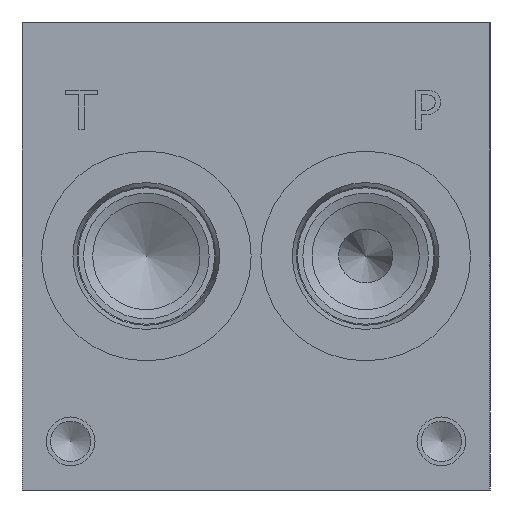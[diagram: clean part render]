
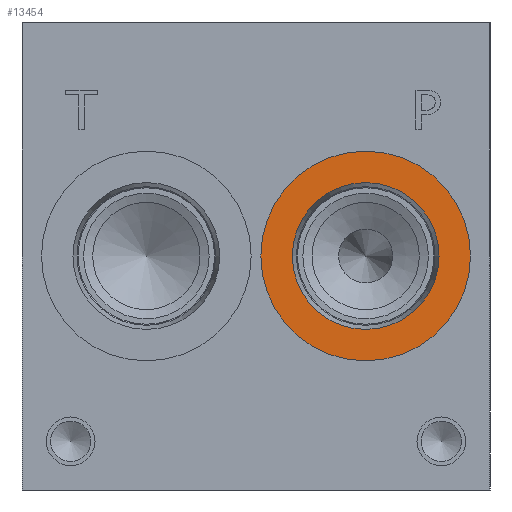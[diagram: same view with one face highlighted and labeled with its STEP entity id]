
A CAD part, left-side view. The second image highlights one B-rep face of the part: STEP entity #13454.
In plain terms, the highlighted planar face has unit normal (-1, 0, 0).
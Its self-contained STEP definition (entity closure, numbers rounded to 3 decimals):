
#468=CIRCLE('',#14282,17.069);
#469=CIRCLE('',#14283,17.069);
#470=CIRCLE('',#14284,11.951);
#578=FACE_BOUND('',#2626,.T.);
#1838=FACE_OUTER_BOUND('',#2625,.T.);
#2625=EDGE_LOOP('',(#11786,#11787));
#2626=EDGE_LOOP('',(#11788));
#6283=VERTEX_POINT('',#23385);
#6284=VERTEX_POINT('',#23386);
#6285=VERTEX_POINT('',#23389);
#8146=EDGE_CURVE('',#6283,#6284,#468,.T.);
#8147=EDGE_CURVE('',#6284,#6283,#469,.T.);
#8148=EDGE_CURVE('',#6285,#6285,#470,.T.);
#11786=ORIENTED_EDGE('',*,*,#8146,.T.);
#11787=ORIENTED_EDGE('',*,*,#8147,.T.);
#11788=ORIENTED_EDGE('',*,*,#8148,.F.);
#12274=PLANE('',#14281);
#13454=ADVANCED_FACE('',(#1838,#578),#12274,.T.);
#14281=AXIS2_PLACEMENT_3D('',#23384,#17075,#17076);
#14282=AXIS2_PLACEMENT_3D('',#23387,#17077,#17078);
#14283=AXIS2_PLACEMENT_3D('',#23388,#17079,#17080);
#14284=AXIS2_PLACEMENT_3D('',#23390,#17081,#17082);
#17075=DIRECTION('center_axis',(-1.,0.,0.));
#17076=DIRECTION('ref_axis',(0.,1.,0.));
#17077=DIRECTION('center_axis',(-1.,0.,0.));
#17078=DIRECTION('ref_axis',(0.,1.,0.));
#17079=DIRECTION('center_axis',(-1.,0.,0.));
#17080=DIRECTION('ref_axis',(0.,1.,0.));
#17081=DIRECTION('center_axis',(-1.,0.,0.));
#17082=DIRECTION('ref_axis',(0.,1.,0.));
#23384=CARTESIAN_POINT('Origin',(0.787,20.244,38.1));
#23385=CARTESIAN_POINT('',(0.787,37.313,38.1));
#23386=CARTESIAN_POINT('',(0.787,3.175,38.1));
#23387=CARTESIAN_POINT('Origin',(0.787,20.244,38.1));
#23388=CARTESIAN_POINT('Origin',(0.787,20.244,38.1));
#23389=CARTESIAN_POINT('',(0.787,8.293,38.1));
#23390=CARTESIAN_POINT('Origin',(0.787,20.244,38.1));
